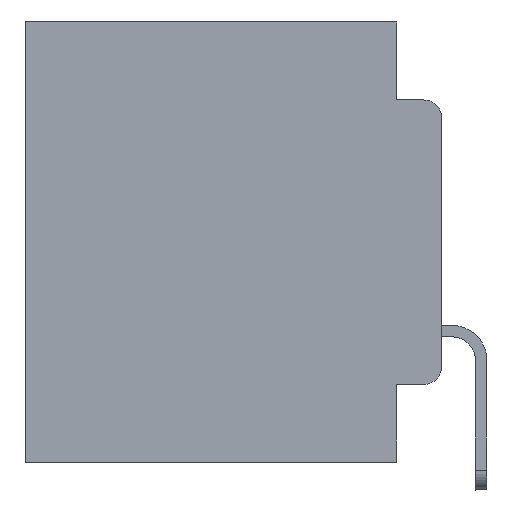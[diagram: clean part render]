
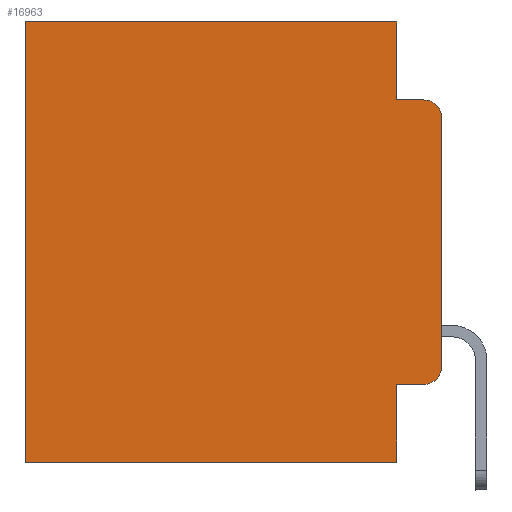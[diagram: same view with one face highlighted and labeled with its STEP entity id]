
A CAD part, left-side view. The second image highlights one B-rep face of the part: STEP entity #16963.
In plain terms, the highlighted planar face has unit normal (-1, 0, 0).
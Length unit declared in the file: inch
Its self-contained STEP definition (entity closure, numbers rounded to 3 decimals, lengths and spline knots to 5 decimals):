
#81 = EDGE_CURVE ( 'NONE', #25980, #12799, #22935, .T. ) ;
#720 = LINE ( 'NONE', #23575, #12350 ) ;
#1333 = LINE ( 'NONE', #26114, #18976 ) ;
#1762 = ORIENTED_EDGE ( 'NONE', *, *, #6031, .T. ) ;
#1835 = CARTESIAN_POINT ( 'NONE',  ( 0.298, 0.051, 0. ) ) ;
#3417 = CARTESIAN_POINT ( 'NONE',  ( 0.298, 0., 0. ) ) ;
#3426 = DIRECTION ( 'NONE',  ( 1., 0., 0. ) ) ;
#3701 = VECTOR ( 'NONE', #5891, 39.37008 ) ;
#3749 = DIRECTION ( 'NONE',  ( 0., 0., -1. ) ) ;
#4033 = VERTEX_POINT ( 'NONE', #13752 ) ;
#4084 = CARTESIAN_POINT ( 'NONE',  ( 0.298, 0.02, -0.3915 ) ) ;
#4552 = VERTEX_POINT ( 'NONE', #14001 ) ;
#4942 = EDGE_CURVE ( 'NONE', #4552, #4033, #1333, .T. ) ;
#5007 = ORIENTED_EDGE ( 'NONE', *, *, #26235, .F. ) ;
#5367 = CARTESIAN_POINT ( 'NONE',  ( 0.298, 0.051, -0.5 ) ) ;
#5890 = AXIS2_PLACEMENT_3D ( 'NONE', #15770, #26145, #21652 ) ;
#5891 = DIRECTION ( 'NONE',  ( 0., -1., 0. ) ) ;
#6031 = EDGE_CURVE ( 'NONE', #4552, #6317, #8106, .T. ) ;
#6032 = LINE ( 'NONE', #12468, #3701 ) ;
#6197 = VECTOR ( 'NONE', #22573, 39.37008 ) ;
#6317 = VERTEX_POINT ( 'NONE', #7092 ) ;
#6612 = EDGE_CURVE ( 'NONE', #12799, #25560, #21434, .T. ) ;
#6899 = CIRCLE ( 'NONE', #20458, 0.02 ) ;
#7092 = CARTESIAN_POINT ( 'NONE',  ( 0.298, 0.02, -0.0885 ) ) ;
#7117 = CARTESIAN_POINT ( 'NONE',  ( 0.298, 0.051, -0.0885 ) ) ;
#7282 = CARTESIAN_POINT ( 'NONE',  ( 0.298, 0., 0. ) ) ;
#7309 = VERTEX_POINT ( 'NONE', #18634 ) ;
#7639 = DIRECTION ( 'NONE',  ( 0., -1., 0. ) ) ;
#7650 = DIRECTION ( 'NONE',  ( 0., 0., -1. ) ) ;
#8047 = ORIENTED_EDGE ( 'NONE', *, *, #4942, .F. ) ;
#8106 = CIRCLE ( 'NONE', #5890, 0.02 ) ;
#9482 = DIRECTION ( 'NONE',  ( 0., 1., 0. ) ) ;
#9828 = CARTESIAN_POINT ( 'NONE',  ( 0.298, 0.051, -0.0885 ) ) ;
#10625 = EDGE_CURVE ( 'NONE', #25980, #7309, #6032, .T. ) ;
#12350 = VECTOR ( 'NONE', #14847, 39.37008 ) ;
#12468 = CARTESIAN_POINT ( 'NONE',  ( 0.298, 0.051, -0.4115 ) ) ;
#12799 = VERTEX_POINT ( 'NONE', #5367 ) ;
#13014 = CARTESIAN_POINT ( 'NONE',  ( 0.298, 0.051, -0.4115 ) ) ;
#13526 = DIRECTION ( 'NONE',  ( 0., 0., -1. ) ) ;
#13752 = CARTESIAN_POINT ( 'NONE',  ( 0.298, 0., -0.3915 ) ) ;
#13989 = LINE ( 'NONE', #3417, #19560 ) ;
#14001 = CARTESIAN_POINT ( 'NONE',  ( 0.298, 0., -0.1085 ) ) ;
#14355 = LINE ( 'NONE', #24606, #6197 ) ;
#14568 = VERTEX_POINT ( 'NONE', #25867 ) ;
#14603 = ORIENTED_EDGE ( 'NONE', *, *, #20761, .T. ) ;
#14847 = DIRECTION ( 'NONE',  ( 0., 0., -1. ) ) ;
#14875 = CARTESIAN_POINT ( 'NONE',  ( 0.298, 0., -0.5 ) ) ;
#15324 = VECTOR ( 'NONE', #3749, 39.37008 ) ;
#15671 = ORIENTED_EDGE ( 'NONE', *, *, #26158, .F. ) ;
#15770 = CARTESIAN_POINT ( 'NONE',  ( 0.298, 0.02, -0.1085 ) ) ;
#15968 = ORIENTED_EDGE ( 'NONE', *, *, #26676, .T. ) ;
#16647 = CARTESIAN_POINT ( 'NONE',  ( 0.298, 0.051, 0. ) ) ;
#16963 = ADVANCED_FACE ( 'NONE', ( #24895 ), #26170, .F. ) ;
#17162 = CARTESIAN_POINT ( 'NONE',  ( 0.298, 0.473, -0.5 ) ) ;
#17549 = VECTOR ( 'NONE', #23211, 39.37008 ) ;
#17669 = ORIENTED_EDGE ( 'NONE', *, *, #20180, .T. ) ;
#17928 = VERTEX_POINT ( 'NONE', #16647 ) ;
#18195 = DIRECTION ( 'NONE',  ( -1., 0., 0. ) ) ;
#18216 = ORIENTED_EDGE ( 'NONE', *, *, #81, .F. ) ;
#18325 = LINE ( 'NONE', #9828, #25884 ) ;
#18359 = AXIS2_PLACEMENT_3D ( 'NONE', #7282, #3426, #22863 ) ;
#18491 = VERTEX_POINT ( 'NONE', #7117 ) ;
#18634 = CARTESIAN_POINT ( 'NONE',  ( 0.298, 0.02, -0.4115 ) ) ;
#18976 = VECTOR ( 'NONE', #13526, 39.37008 ) ;
#19560 = VECTOR ( 'NONE', #9482, 39.37008 ) ;
#20180 = EDGE_CURVE ( 'NONE', #17928, #14568, #13989, .T. ) ;
#20193 = ORIENTED_EDGE ( 'NONE', *, *, #10625, .T. ) ;
#20458 = AXIS2_PLACEMENT_3D ( 'NONE', #4084, #18195, #7650 ) ;
#20761 = EDGE_CURVE ( 'NONE', #7309, #4033, #6899, .T. ) ;
#21434 = LINE ( 'NONE', #14875, #17549 ) ;
#21652 = DIRECTION ( 'NONE',  ( 0., 0., -1. ) ) ;
#22573 = DIRECTION ( 'NONE',  ( 0., 0., -1. ) ) ;
#22863 = DIRECTION ( 'NONE',  ( 0., 0., -1. ) ) ;
#22935 = LINE ( 'NONE', #1835, #15324 ) ;
#23211 = DIRECTION ( 'NONE',  ( 0., 1., 0. ) ) ;
#23553 = ORIENTED_EDGE ( 'NONE', *, *, #6612, .F. ) ;
#23575 = CARTESIAN_POINT ( 'NONE',  ( 0.298, 0.473, 0. ) ) ;
#24606 = CARTESIAN_POINT ( 'NONE',  ( 0.298, 0.051, 0. ) ) ;
#24895 = FACE_OUTER_BOUND ( 'NONE', #25680, .T. ) ;
#25560 = VERTEX_POINT ( 'NONE', #17162 ) ;
#25680 = EDGE_LOOP ( 'NONE', ( #8047, #1762, #5007, #15671, #17669, #15968, #23553, #18216, #20193, #14603 ) ) ;
#25867 = CARTESIAN_POINT ( 'NONE',  ( 0.298, 0.473, 0. ) ) ;
#25884 = VECTOR ( 'NONE', #7639, 39.37008 ) ;
#25980 = VERTEX_POINT ( 'NONE', #13014 ) ;
#26114 = CARTESIAN_POINT ( 'NONE',  ( 0.298, 0., 0. ) ) ;
#26145 = DIRECTION ( 'NONE',  ( -1., 0., 0. ) ) ;
#26158 = EDGE_CURVE ( 'NONE', #17928, #18491, #14355, .T. ) ;
#26170 = PLANE ( 'NONE',  #18359 ) ;
#26235 = EDGE_CURVE ( 'NONE', #18491, #6317, #18325, .T. ) ;
#26676 = EDGE_CURVE ( 'NONE', #14568, #25560, #720, .T. ) ;
